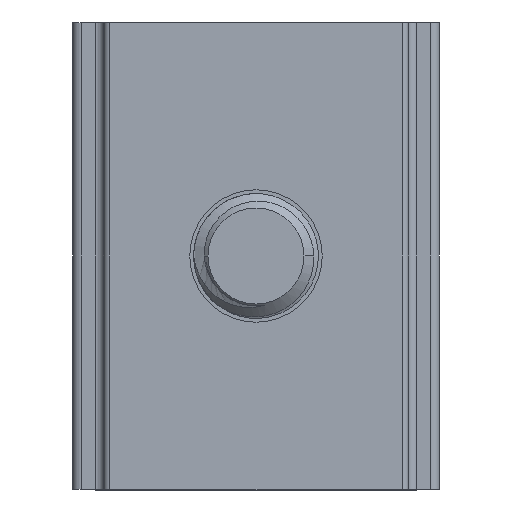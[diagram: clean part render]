
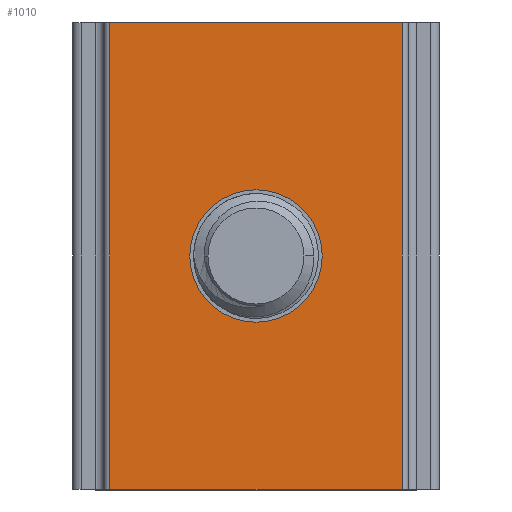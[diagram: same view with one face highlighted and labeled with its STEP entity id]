
A CAD part, front view. The second image highlights one B-rep face of the part: STEP entity #1010.
In plain terms, the highlighted planar face has unit normal (0, -1, 0).
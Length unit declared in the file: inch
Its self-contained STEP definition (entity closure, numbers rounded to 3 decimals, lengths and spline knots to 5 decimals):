
#249 = EDGE_LOOP ( 'NONE', ( #3032, #4401 ) ) ;
#336 = DIRECTION ( 'NONE',  ( 0., -1., 0. ) ) ;
#349 = PLANE ( 'NONE',  #4583 ) ;
#369 = DIRECTION ( 'NONE',  ( 0., 0., 1. ) ) ;
#796 = EDGE_CURVE ( 'NONE', #6596, #6668, #6924, .T. ) ;
#1010 = ADVANCED_FACE ( 'NONE', ( #8486, #6814 ), #349, .T. ) ;
#1017 = CARTESIAN_POINT ( 'NONE',  ( 0., 0., -0.935 ) ) ;
#1027 = DIRECTION ( 'NONE',  ( 0., 0., -1. ) ) ;
#1265 = VECTOR ( 'NONE', #6074, 39.37008 ) ;
#1491 = VERTEX_POINT ( 'NONE', #5741 ) ;
#1609 = LINE ( 'NONE', #5189, #3221 ) ;
#1931 = EDGE_LOOP ( 'NONE', ( #3336, #6774, #4082, #3387 ) ) ;
#1934 = CARTESIAN_POINT ( 'NONE',  ( -0.5865, 0., 0. ) ) ;
#1992 = CARTESIAN_POINT ( 'NONE',  ( 0., 0., -0.6695 ) ) ;
#2022 = VERTEX_POINT ( 'NONE', #2471 ) ;
#2304 = EDGE_CURVE ( 'NONE', #6841, #6267, #5952, .T. ) ;
#2355 = DIRECTION ( 'NONE',  ( 0., -1., 0. ) ) ;
#2471 = CARTESIAN_POINT ( 'NONE',  ( 0.5865, 0., 0. ) ) ;
#3032 = ORIENTED_EDGE ( 'NONE', *, *, #6282, .F. ) ;
#3042 = CARTESIAN_POINT ( 'NONE',  ( -0.5865, 0., -1.87 ) ) ;
#3221 = VECTOR ( 'NONE', #369, 39.37008 ) ;
#3336 = ORIENTED_EDGE ( 'NONE', *, *, #5248, .F. ) ;
#3387 = ORIENTED_EDGE ( 'NONE', *, *, #4157, .T. ) ;
#3733 = DIRECTION ( 'NONE',  ( 0., 0., 1. ) ) ;
#3768 = CARTESIAN_POINT ( 'NONE',  ( -0.5865, 0., -1.87 ) ) ;
#3770 = DIRECTION ( 'NONE',  ( 0., 0., -1. ) ) ;
#4070 = AXIS2_PLACEMENT_3D ( 'NONE', #6506, #2355, #7184 ) ;
#4082 = ORIENTED_EDGE ( 'NONE', *, *, #2304, .T. ) ;
#4157 = EDGE_CURVE ( 'NONE', #6267, #2022, #1609, .T. ) ;
#4401 = ORIENTED_EDGE ( 'NONE', *, *, #796, .F. ) ;
#4476 = CARTESIAN_POINT ( 'NONE',  ( -0.5865, 0., -1.87 ) ) ;
#4583 = AXIS2_PLACEMENT_3D ( 'NONE', #4476, #5164, #1027 ) ;
#4952 = LINE ( 'NONE', #1934, #1265 ) ;
#5120 = CARTESIAN_POINT ( 'NONE',  ( 0.5865, 0., -1.87 ) ) ;
#5164 = DIRECTION ( 'NONE',  ( 0., -1., 0. ) ) ;
#5189 = CARTESIAN_POINT ( 'NONE',  ( 0.5865, 0., -1.87 ) ) ;
#5248 = EDGE_CURVE ( 'NONE', #1491, #2022, #4952, .T. ) ;
#5741 = CARTESIAN_POINT ( 'NONE',  ( -0.5865, 0., 0. ) ) ;
#5952 = LINE ( 'NONE', #3042, #7791 ) ;
#5967 = AXIS2_PLACEMENT_3D ( 'NONE', #1017, #336, #3770 ) ;
#6074 = DIRECTION ( 'NONE',  ( 1., 0., 0. ) ) ;
#6267 = VERTEX_POINT ( 'NONE', #5120 ) ;
#6282 = EDGE_CURVE ( 'NONE', #6668, #6596, #6650, .T. ) ;
#6302 = EDGE_CURVE ( 'NONE', #6841, #1491, #8292, .T. ) ;
#6506 = CARTESIAN_POINT ( 'NONE',  ( 0., 0., -0.935 ) ) ;
#6596 = VERTEX_POINT ( 'NONE', #1992 ) ;
#6650 = CIRCLE ( 'NONE', #4070, 0.2655 ) ;
#6668 = VERTEX_POINT ( 'NONE', #6912 ) ;
#6774 = ORIENTED_EDGE ( 'NONE', *, *, #6302, .F. ) ;
#6814 = FACE_OUTER_BOUND ( 'NONE', #1931, .T. ) ;
#6841 = VERTEX_POINT ( 'NONE', #7875 ) ;
#6912 = CARTESIAN_POINT ( 'NONE',  ( 0., 0., -1.2005 ) ) ;
#6924 = CIRCLE ( 'NONE', #5967, 0.2655 ) ;
#7184 = DIRECTION ( 'NONE',  ( 0., 0., -1. ) ) ;
#7791 = VECTOR ( 'NONE', #7881, 39.37008 ) ;
#7875 = CARTESIAN_POINT ( 'NONE',  ( -0.5865, 0., -1.87 ) ) ;
#7881 = DIRECTION ( 'NONE',  ( 1., 0., 0. ) ) ;
#8080 = VECTOR ( 'NONE', #3733, 39.37008 ) ;
#8292 = LINE ( 'NONE', #3768, #8080 ) ;
#8486 = FACE_BOUND ( 'NONE', #249, .T. ) ;
